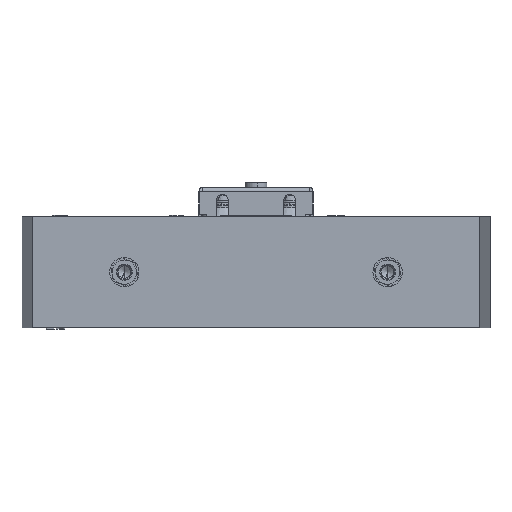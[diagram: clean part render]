
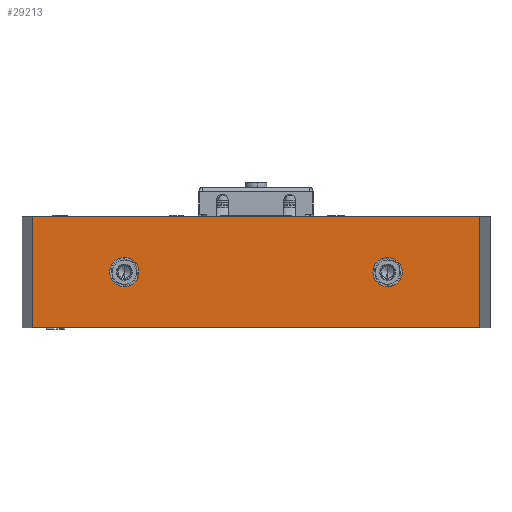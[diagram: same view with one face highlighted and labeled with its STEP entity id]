
A CAD part, front view. The second image highlights one B-rep face of the part: STEP entity #29213.
In plain terms, the highlighted planar face has unit normal (0, -1, 0).
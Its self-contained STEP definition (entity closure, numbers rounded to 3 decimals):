
#3891 = EDGE_CURVE ( 'NONE', #28032, #73042, #110809, .T. ) ;
#3950 = CARTESIAN_POINT ( 'NONE',  ( -153., -160., 38. ) ) ;
#4656 = DIRECTION ( 'NONE',  ( 0., 0., 1. ) ) ;
#5921 = CARTESIAN_POINT ( 'NONE',  ( 153., -160., -38. ) ) ;
#6434 = DIRECTION ( 'NONE',  ( 1., 0., 0. ) ) ;
#7197 = ORIENTED_EDGE ( 'NONE', *, *, #15500, .T. ) ;
#8037 = EDGE_LOOP ( 'NONE', ( #83088, #98653, #7197, #84524 ) ) ;
#9693 = DIRECTION ( 'NONE',  ( 0., -1., 0. ) ) ;
#10521 = VERTEX_POINT ( 'NONE', #110209 ) ;
#10979 = VECTOR ( 'NONE', #53361, 1000. ) ;
#11130 = DIRECTION ( 'NONE',  ( 0., 0., 1. ) ) ;
#12630 = DIRECTION ( 'NONE',  ( 1., 0., 0. ) ) ;
#12895 = AXIS2_PLACEMENT_3D ( 'NONE', #94524, #43220, #103069 ) ;
#13658 = CARTESIAN_POINT ( 'NONE',  ( -153., -160., -38. ) ) ;
#15500 = EDGE_CURVE ( 'NONE', #87340, #28032, #82411, .T. ) ;
#19617 = VECTOR ( 'NONE', #4656, 1000. ) ;
#21720 = FACE_OUTER_BOUND ( 'NONE', #8037, .T. ) ;
#26845 = AXIS2_PLACEMENT_3D ( 'NONE', #99823, #48477, #108370 ) ;
#27317 = ORIENTED_EDGE ( 'NONE', *, *, #61757, .F. ) ;
#27922 = VERTEX_POINT ( 'NONE', #93506 ) ;
#28032 = VERTEX_POINT ( 'NONE', #53040 ) ;
#28282 = VECTOR ( 'NONE', #12630, 1000. ) ;
#29213 = ADVANCED_FACE ( 'NONE', ( #64741, #110195, #21720 ), #100741, .T. ) ;
#30171 = LINE ( 'NONE', #62784, #75689 ) ;
#31357 = AXIS2_PLACEMENT_3D ( 'NONE', #61385, #9693, #70014 ) ;
#33266 = ORIENTED_EDGE ( 'NONE', *, *, #55987, .F. ) ;
#38913 = CARTESIAN_POINT ( 'NONE',  ( 90., -160., 0. ) ) ;
#40454 = CIRCLE ( 'NONE', #31357, 10. ) ;
#40543 = EDGE_CURVE ( 'NONE', #10521, #27922, #68387, .T. ) ;
#42102 = AXIS2_PLACEMENT_3D ( 'NONE', #38913, #98767, #47424 ) ;
#43220 = DIRECTION ( 'NONE',  ( 0., -1., 0. ) ) ;
#43702 = CIRCLE ( 'NONE', #26845, 10. ) ;
#44500 = EDGE_CURVE ( 'NONE', #87340, #71539, #30171, .T. ) ;
#44822 = CARTESIAN_POINT ( 'NONE',  ( -153., -160., 38. ) ) ;
#47424 = DIRECTION ( 'NONE',  ( 0., 0., -1. ) ) ;
#48477 = DIRECTION ( 'NONE',  ( 0., -1., 0. ) ) ;
#49449 = CARTESIAN_POINT ( 'NONE',  ( -153., -160., -38. ) ) ;
#50981 = LINE ( 'NONE', #3950, #28282 ) ;
#53040 = CARTESIAN_POINT ( 'NONE',  ( 153., -160., -38. ) ) ;
#53361 = DIRECTION ( 'NONE',  ( 1., 0., 0. ) ) ;
#55987 = EDGE_CURVE ( 'NONE', #78354, #85831, #40454, .T. ) ;
#58114 = DIRECTION ( 'NONE',  ( 0., -1., 0. ) ) ;
#61385 = CARTESIAN_POINT ( 'NONE',  ( -90., -160., 0. ) ) ;
#61757 = EDGE_CURVE ( 'NONE', #27922, #10521, #43702, .T. ) ;
#61962 = CARTESIAN_POINT ( 'NONE',  ( -90., -160., -10. ) ) ;
#61991 = EDGE_CURVE ( 'NONE', #85831, #78354, #65124, .T. ) ;
#62784 = CARTESIAN_POINT ( 'NONE',  ( -153., -160., -38. ) ) ;
#64741 = FACE_BOUND ( 'NONE', #71489, .T. ) ;
#65124 = CIRCLE ( 'NONE', #12895, 10. ) ;
#68387 = CIRCLE ( 'NONE', #42102, 10. ) ;
#70014 = DIRECTION ( 'NONE',  ( 0., 0., -1. ) ) ;
#71489 = EDGE_LOOP ( 'NONE', ( #27317, #75173 ) ) ;
#71539 = VERTEX_POINT ( 'NONE', #44822 ) ;
#73042 = VERTEX_POINT ( 'NONE', #78183 ) ;
#75173 = ORIENTED_EDGE ( 'NONE', *, *, #40543, .F. ) ;
#75689 = VECTOR ( 'NONE', #11130, 1000. ) ;
#78183 = CARTESIAN_POINT ( 'NONE',  ( 153., -160., 38. ) ) ;
#78354 = VERTEX_POINT ( 'NONE', #61962 ) ;
#82411 = LINE ( 'NONE', #99914, #10979 ) ;
#83088 = ORIENTED_EDGE ( 'NONE', *, *, #84159, .F. ) ;
#84159 = EDGE_CURVE ( 'NONE', #71539, #73042, #50981, .T. ) ;
#84524 = ORIENTED_EDGE ( 'NONE', *, *, #3891, .T. ) ;
#85831 = VERTEX_POINT ( 'NONE', #104197 ) ;
#87340 = VERTEX_POINT ( 'NONE', #13658 ) ;
#92059 = ORIENTED_EDGE ( 'NONE', *, *, #61991, .F. ) ;
#93506 = CARTESIAN_POINT ( 'NONE',  ( 90., -160., -10. ) ) ;
#94524 = CARTESIAN_POINT ( 'NONE',  ( -90., -160., 0. ) ) ;
#96708 = AXIS2_PLACEMENT_3D ( 'NONE', #49449, #58114, #6434 ) ;
#98653 = ORIENTED_EDGE ( 'NONE', *, *, #44500, .F. ) ;
#98767 = DIRECTION ( 'NONE',  ( 0., -1., 0. ) ) ;
#99823 = CARTESIAN_POINT ( 'NONE',  ( 90., -160., 0. ) ) ;
#99914 = CARTESIAN_POINT ( 'NONE',  ( -153., -160., -38. ) ) ;
#100741 = PLANE ( 'NONE',  #96708 ) ;
#103069 = DIRECTION ( 'NONE',  ( 0., 0., -1. ) ) ;
#103291 = EDGE_LOOP ( 'NONE', ( #33266, #92059 ) ) ;
#104197 = CARTESIAN_POINT ( 'NONE',  ( -90., -160., 10. ) ) ;
#108370 = DIRECTION ( 'NONE',  ( 0., 0., -1. ) ) ;
#110195 = FACE_BOUND ( 'NONE', #103291, .T. ) ;
#110209 = CARTESIAN_POINT ( 'NONE',  ( 90., -160., 10. ) ) ;
#110809 = LINE ( 'NONE', #5921, #19617 ) ;
